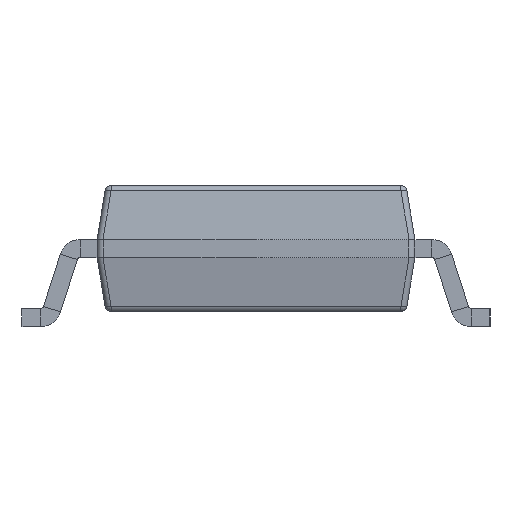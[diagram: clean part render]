
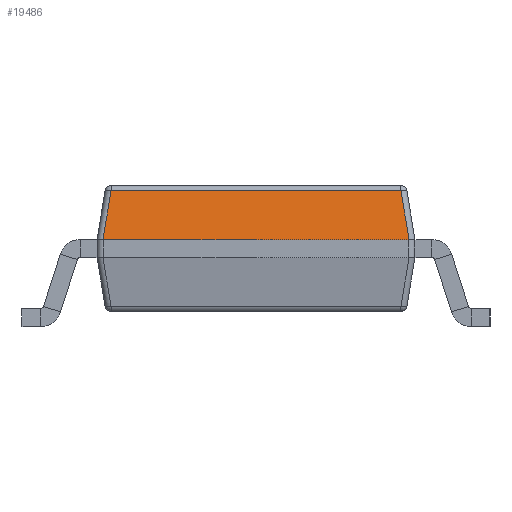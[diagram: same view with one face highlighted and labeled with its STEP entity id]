
A CAD part, left-side view. The second image highlights one B-rep face of the part: STEP entity #19486.
In plain terms, the highlighted planar face has unit normal (-0.986, 0, 0.164).
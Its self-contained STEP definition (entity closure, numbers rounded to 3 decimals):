
#846 = EDGE_CURVE ( 'NONE', #12930, #15673, #29566, .T. ) ;
#2778 = DIRECTION ( 'NONE',  ( -0.986, 0., 0.164 ) ) ;
#3098 = CARTESIAN_POINT ( 'NONE',  ( -6.164, 0., 2.116 ) ) ;
#4484 = EDGE_CURVE ( 'NONE', #34000, #14862, #20640, .T. ) ;
#5913 = CARTESIAN_POINT ( 'NONE',  ( -6.3, -2.551, 1.3 ) ) ;
#6046 = ORIENTED_EDGE ( 'NONE', *, *, #4484, .T. ) ;
#6240 = DIRECTION ( 'NONE',  ( 0., 1., 0. ) ) ;
#9754 = CARTESIAN_POINT ( 'NONE',  ( -6.3, 2.551, 1.3 ) ) ;
#10323 = CARTESIAN_POINT ( 'NONE',  ( -6.3, 2.55, 1.3 ) ) ;
#10414 = LINE ( 'NONE', #16507, #26661 ) ;
#10731 = VERTEX_POINT ( 'NONE', #5913 ) ;
#11048 = LINE ( 'NONE', #16732, #19685 ) ;
#11200 = EDGE_CURVE ( 'NONE', #15673, #34000, #10414, .T. ) ;
#12930 = VERTEX_POINT ( 'NONE', #25136 ) ;
#13369 = DIRECTION ( 'NONE',  ( -0.162, 0.162, -0.973 ) ) ;
#13587 = EDGE_LOOP ( 'NONE', ( #21259, #6046, #29284, #27991, #29219, #18380 ) ) ;
#14862 = VERTEX_POINT ( 'NONE', #37795 ) ;
#15657 = EDGE_CURVE ( 'NONE', #10731, #12930, #11048, .T. ) ;
#15673 = VERTEX_POINT ( 'NONE', #20289 ) ;
#16507 = CARTESIAN_POINT ( 'NONE',  ( -6.087, 2.338, 2.579 ) ) ;
#16732 = CARTESIAN_POINT ( 'NONE',  ( -6.087, -2.338, 2.579 ) ) ;
#17538 = LINE ( 'NONE', #26603, #24767 ) ;
#17680 = VERTEX_POINT ( 'NONE', #25940 ) ;
#18380 = ORIENTED_EDGE ( 'NONE', *, *, #846, .T. ) ;
#19486 = ADVANCED_FACE ( 'NONE', ( #36085 ), #29824, .T. ) ;
#19685 = VECTOR ( 'NONE', #20489, 1000. ) ;
#20289 = CARTESIAN_POINT ( 'NONE',  ( -6.164, 2.415, 2.116 ) ) ;
#20489 = DIRECTION ( 'NONE',  ( 0.162, 0.162, 0.973 ) ) ;
#20640 =( BOUNDED_CURVE ( )  B_SPLINE_CURVE ( 3, ( #22347, #9754, #10323, #36897 ),
 .UNSPECIFIED., .F., .F. ) 
 B_SPLINE_CURVE_WITH_KNOTS ( ( 4, 4 ),
 ( 6.27, 6.283 ),
 .UNSPECIFIED. ) 
 CURVE ( )  GEOMETRIC_REPRESENTATION_ITEM ( )  RATIONAL_B_SPLINE_CURVE ( ( 1., 1., 1., 1. ) ) 
 REPRESENTATION_ITEM ( '' )  );
#21259 = ORIENTED_EDGE ( 'NONE', *, *, #11200, .T. ) ;
#22051 = CARTESIAN_POINT ( 'NONE',  ( -6.3, -2.551, 1.3 ) ) ;
#22347 = CARTESIAN_POINT ( 'NONE',  ( -6.3, 2.551, 1.3 ) ) ;
#22615 = CARTESIAN_POINT ( 'NONE',  ( -6.3, 2.551, 1.3 ) ) ;
#23602 = AXIS2_PLACEMENT_3D ( 'NONE', #38822, #2778, #23886 ) ;
#23886 = DIRECTION ( 'NONE',  ( 0., 1., 0. ) ) ;
#24767 = VECTOR ( 'NONE', #38559, 1000. ) ;
#25136 = CARTESIAN_POINT ( 'NONE',  ( -6.164, -2.415, 2.116 ) ) ;
#25940 = CARTESIAN_POINT ( 'NONE',  ( -6.3, -2.55, 1.3 ) ) ;
#26603 = CARTESIAN_POINT ( 'NONE',  ( -6.3, 2.65, 1.3 ) ) ;
#26661 = VECTOR ( 'NONE', #13369, 1000. ) ;
#27991 = ORIENTED_EDGE ( 'NONE', *, *, #29344, .T. ) ;
#28553 = CARTESIAN_POINT ( 'NONE',  ( -6.3, -2.55, 1.3 ) ) ;
#29219 = ORIENTED_EDGE ( 'NONE', *, *, #15657, .T. ) ;
#29284 = ORIENTED_EDGE ( 'NONE', *, *, #37023, .F. ) ;
#29344 = EDGE_CURVE ( 'NONE', #17680, #10731, #38221, .T. ) ;
#29566 = LINE ( 'NONE', #3098, #38053 ) ;
#29824 = PLANE ( 'NONE',  #23602 ) ;
#33852 = CARTESIAN_POINT ( 'NONE',  ( -6.3, -2.551, 1.3 ) ) ;
#34000 = VERTEX_POINT ( 'NONE', #22615 ) ;
#36085 = FACE_OUTER_BOUND ( 'NONE', #13587, .T. ) ;
#36897 = CARTESIAN_POINT ( 'NONE',  ( -6.3, 2.55, 1.3 ) ) ;
#36996 = CARTESIAN_POINT ( 'NONE',  ( -6.3, -2.55, 1.3 ) ) ;
#37023 = EDGE_CURVE ( 'NONE', #17680, #14862, #17538, .T. ) ;
#37795 = CARTESIAN_POINT ( 'NONE',  ( -6.3, 2.55, 1.3 ) ) ;
#38053 = VECTOR ( 'NONE', #6240, 1000. ) ;
#38221 =( BOUNDED_CURVE ( )  B_SPLINE_CURVE ( 3, ( #36996, #28553, #22051, #33852 ),
 .UNSPECIFIED., .F., .T. ) 
 B_SPLINE_CURVE_WITH_KNOTS ( ( 4, 4 ),
 ( 0., 0.014 ),
 .UNSPECIFIED. ) 
 CURVE ( )  GEOMETRIC_REPRESENTATION_ITEM ( )  RATIONAL_B_SPLINE_CURVE ( ( 1., 1., 1., 1. ) ) 
 REPRESENTATION_ITEM ( '' )  );
#38559 = DIRECTION ( 'NONE',  ( 0., 1., 0. ) ) ;
#38822 = CARTESIAN_POINT ( 'NONE',  ( -6.15, 0., 2.2 ) ) ;
